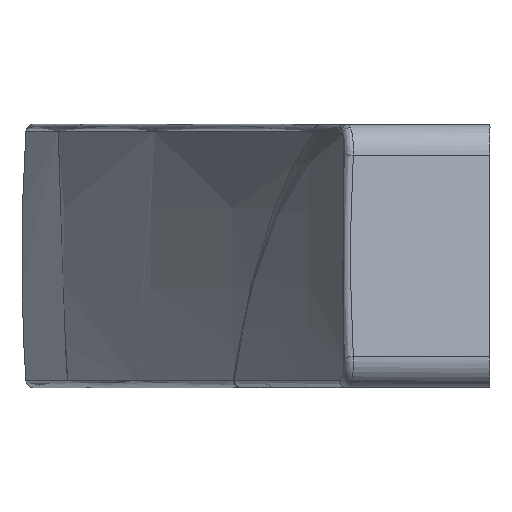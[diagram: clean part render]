
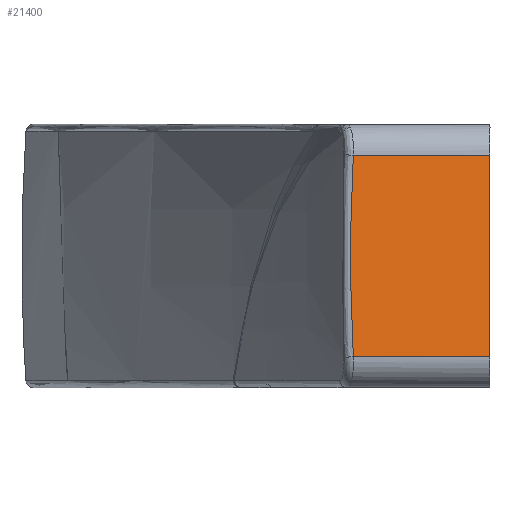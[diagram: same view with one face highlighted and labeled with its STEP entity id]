
A CAD part, left-side view. The second image highlights one B-rep face of the part: STEP entity #21400.
In plain terms, the highlighted planar face has unit normal (-0.97, -0.244, 0).
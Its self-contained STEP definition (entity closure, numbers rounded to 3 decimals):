
#21000=CARTESIAN_POINT('',(-167.474,-46.356,
10.2));
#21010=DIRECTION('',(0.97,0.244,
0.));
#21020=DIRECTION('',(0.,0.,
-1.));
#21030=AXIS2_PLACEMENT_3D('',#21000,#21010,#21020);
#21040=PLANE('',#21030);
#21050=CARTESIAN_POINT('',(-171.619,-29.9,10.2));
#21060=DIRECTION('',(0.,0.,1.));
#21070=VECTOR('',#21060,1000.);
#21080=LINE('',#21050,#21070);
#21090=CARTESIAN_POINT('',(-171.619,-29.9,-6.5));
#21100=VERTEX_POINT('',#21090);
#21110=CARTESIAN_POINT('',(-171.619,-29.9,6.5));
#21120=VERTEX_POINT('',#21110);
#21130=EDGE_CURVE('',#21100,#21120,#21080,.T.);
#21140=ORIENTED_EDGE('',*,*,#21130,.T.);
#21150=CARTESIAN_POINT('',(-173.84,-21.083,
-6.5));
#21160=DIRECTION('',(0.244,-0.97,
0.));
#21170=VECTOR('',#21160,1.);
#21180=LINE('',#21150,#21170);
#21190=CARTESIAN_POINT('',(-173.84,-21.083,
-6.5));
#21200=VERTEX_POINT('',#21190);
#21210=EDGE_CURVE('',#21200,#21100,#21180,.T.);
#21220=ORIENTED_EDGE('',*,*,#21210,.T.);
#21230=CARTESIAN_POINT('',(-144.576,-137.266,
0.));
#21240=DIRECTION('',(-0.97,-0.244,
0.));
#21250=DIRECTION('',(-0.244,0.97,0.));
#21260=AXIS2_PLACEMENT_3D('',#21230,#21240,#21250);
#21270=CIRCLE('',#21260,119.988);
#21280=CARTESIAN_POINT('',(-173.84,-21.083,
6.5));
#21290=VERTEX_POINT('',#21280);
#21300=EDGE_CURVE('',#21290,#21200,#21270,.T.);
#21310=ORIENTED_EDGE('',*,*,#21300,.T.);
#21320=CARTESIAN_POINT('',(-171.619,-29.9,6.5));
#21330=DIRECTION('',(-0.244,0.97,
0.));
#21340=VECTOR('',#21330,1.);
#21350=LINE('',#21320,#21340);
#21360=EDGE_CURVE('',#21120,#21290,#21350,.T.);
#21370=ORIENTED_EDGE('',*,*,#21360,.T.);
#21380=EDGE_LOOP('',(#21370,#21310,#21220,#21140));
#21390=FACE_OUTER_BOUND('',#21380,.T.);
#21400=ADVANCED_FACE('',(#21390),#21040,.F.);
